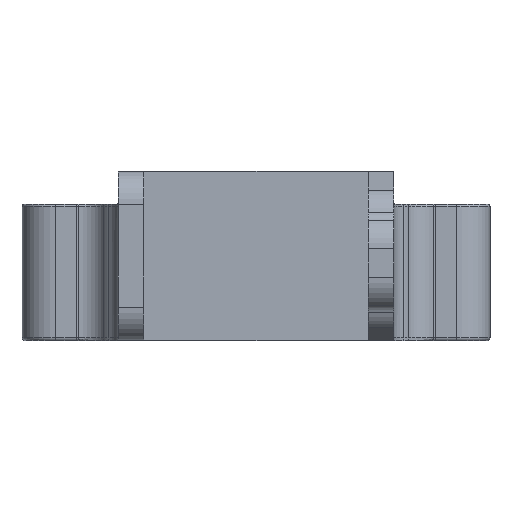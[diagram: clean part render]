
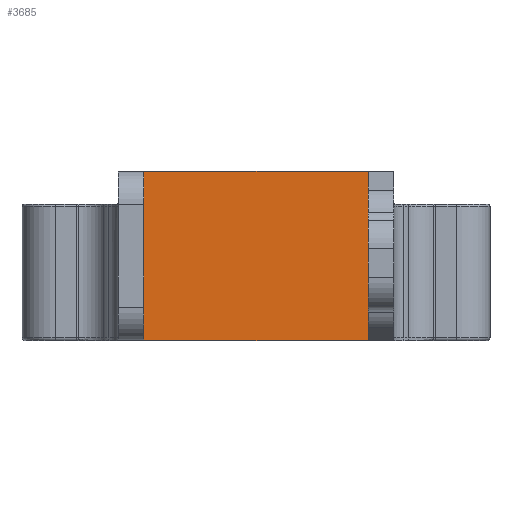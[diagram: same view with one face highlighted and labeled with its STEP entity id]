
A CAD part, front view. The second image highlights one B-rep face of the part: STEP entity #3685.
In plain terms, the highlighted planar face has unit normal (0, -1, 0).
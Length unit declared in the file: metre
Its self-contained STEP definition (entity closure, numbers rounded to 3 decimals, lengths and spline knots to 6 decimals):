
#226=LINE('',#5303,#470);
#265=LINE('',#5566,#509);
#454=LINE('',#6714,#698);
#460=LINE('',#6722,#704);
#470=VECTOR('',#4159,1.);
#509=VECTOR('',#4270,1.);
#698=VECTOR('',#5231,1.);
#704=VECTOR('',#5241,1.);
#1785=ORIENTED_EDGE('',*,*,#2312,.F.);
#1786=ORIENTED_EDGE('',*,*,#1879,.T.);
#1787=ORIENTED_EDGE('',*,*,#2318,.T.);
#1788=ORIENTED_EDGE('',*,*,#1793,.F.);
#1793=EDGE_CURVE('',#2330,#2332,#226,.T.);
#1879=EDGE_CURVE('',#2411,#2390,#265,.T.);
#2312=EDGE_CURVE('',#2411,#2330,#454,.T.);
#2318=EDGE_CURVE('',#2390,#2332,#460,.T.);
#2330=VERTEX_POINT('',#5301);
#2332=VERTEX_POINT('',#5304);
#2390=VERTEX_POINT('',#5506);
#2411=VERTEX_POINT('',#5567);
#3162=EDGE_LOOP('',(#1785,#1786,#1787,#1788));
#3418=FACE_BOUND('',#3162,.T.);
#3472=PLANE('',#4147);
#3685=ADVANCED_FACE('',(#3418),#3472,.T.);
#4147=AXIS2_PLACEMENT_3D('',#6751,#5290,#5291);
#4159=DIRECTION('',(0.,0.,-1.));
#4270=DIRECTION('',(0.,0.,-1.));
#5231=DIRECTION('',(1.,0.,0.));
#5241=DIRECTION('',(1.,0.,0.));
#5290=DIRECTION('',(0.,-1.,0.));
#5291=DIRECTION('',(0.,0.,-1.));
#5301=CARTESIAN_POINT('',(0.0167,-0.080249,0.024576));
#5303=CARTESIAN_POINT('',(0.0167,-0.080249,0.00955));
#5304=CARTESIAN_POINT('',(0.0167,-0.080249,-0.0006));
#5506=CARTESIAN_POINT('',(-0.0167,-0.080249,-0.0006));
#5566=CARTESIAN_POINT('',(-0.0167,-0.080249,0.00935));
#5567=CARTESIAN_POINT('',(-0.0167,-0.080249,0.024576));
#6714=CARTESIAN_POINT('',(0.,-0.080249,0.024576));
#6722=CARTESIAN_POINT('',(0.,-0.080249,-0.0006));
#6751=CARTESIAN_POINT('',(0.,-0.080249,-0.0006));
